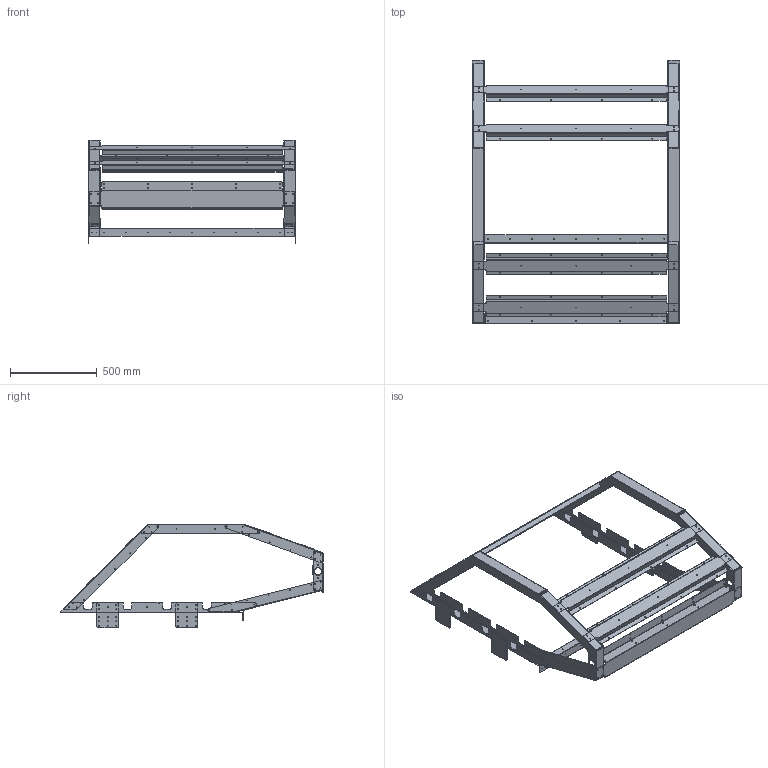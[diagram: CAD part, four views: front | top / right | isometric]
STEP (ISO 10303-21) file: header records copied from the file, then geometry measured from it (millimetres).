
FILE_DESCRIPTION (( 'STEP AP214' ), '1' );
FILE_NAME ('WCP-1527.step', '2024-01-10T21:05:58', ( '' ), ( '' ), 'SwSTEP 2.0', 'SolidWorks 2022', '' );
FILE_SCHEMA (( 'AUTOMOTIVE_DESIGN' ));
Length unit declared in the file: inch
Products named in the file (12): Part 9_1; GE-24311-05_1; WCP-1527; GE-24311-08; GE-24311-10_1; GE-24311-07; GE-24311-09; GE-24311-03_1; Part 11_1; GE-24318_2; GE-24319; Part 10
Assembly tree (24 placements, depth 2):
  WCP-1527
    GE-24318_2  x4
    Part 11_1  x2
    GE-24311-07  x2
    GE-24311-09  x2
    GE-24311-05_1  x2
    GE-24311-10_1  x2
    Part 9_1  x4
    GE-24311-03_1  x2
    Part 10
    GE-24311-08  x2
    GE-24319
Bounding box: 1199.77 x 1519.74 x 599.62 mm (x, y, z)
Volume: 5675128.4 mm3; surface area: 5081066.1 mm2
Topology: 24 solids, 24 shells, 1812 faces, 5292 edges, 3528 vertices
Faces by surface type: cylinder 1376, plane 388, bspline 48
Entity records: 44502 total; most frequent: CARTESIAN_POINT 7285, DIRECTION 5462, ORIENTED_EDGE 5112, EDGE_CURVE 2556, AXIS2_PLACEMENT_3D 2171, VERTEX_POINT 1704, EDGE_LOOP 1404, CIRCLE 1294
